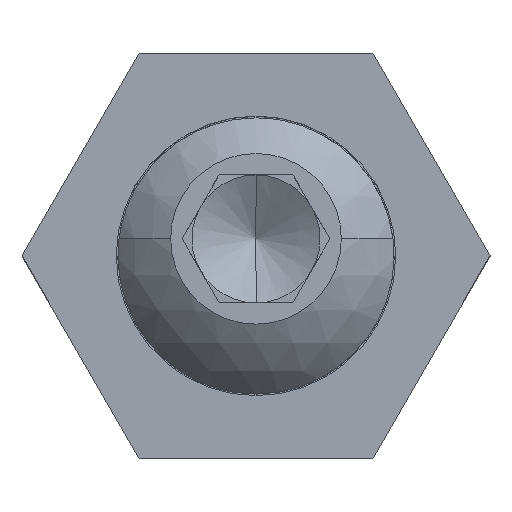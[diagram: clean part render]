
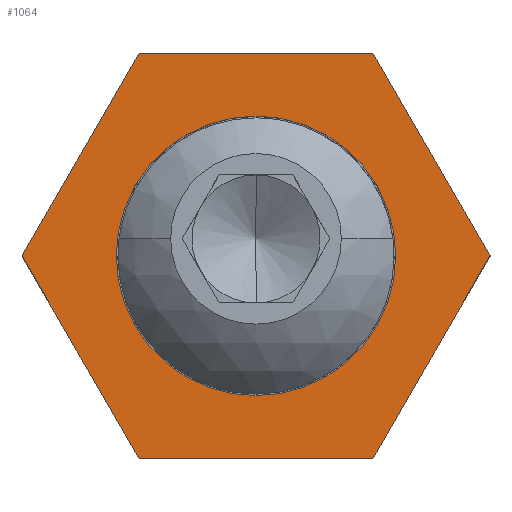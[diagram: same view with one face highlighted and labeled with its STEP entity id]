
A CAD part, top view. The second image highlights one B-rep face of the part: STEP entity #1064.
In plain terms, the highlighted planar face has unit normal (0, 0, 1).
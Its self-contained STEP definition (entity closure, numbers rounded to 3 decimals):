
#20 = DIRECTION ( 'NONE',  ( -1., 0., 0. ) ) ;
#24 = ORIENTED_EDGE ( 'NONE', *, *, #1065, .T. ) ;
#42 = PLANE ( 'NONE',  #515 ) ;
#45 = VERTEX_POINT ( 'NONE', #1220 ) ;
#55 = CARTESIAN_POINT ( 'NONE',  ( 8.707, 15.081, 12.7 ) ) ;
#65 = VERTEX_POINT ( 'NONE', #1215 ) ;
#118 = VERTEX_POINT ( 'NONE', #1097 ) ;
#146 = ORIENTED_EDGE ( 'NONE', *, *, #360, .T. ) ;
#194 = DIRECTION ( 'NONE',  ( -1., 0., 0. ) ) ;
#226 = ORIENTED_EDGE ( 'NONE', *, *, #1179, .T. ) ;
#233 = ORIENTED_EDGE ( 'NONE', *, *, #814, .F. ) ;
#252 = DIRECTION ( 'NONE',  ( 0., 0., -1. ) ) ;
#256 = CARTESIAN_POINT ( 'NONE',  ( 17.414, 0., 12.7 ) ) ;
#257 = EDGE_LOOP ( 'NONE', ( #226, #1244, #146, #24, #904, #1307 ) ) ;
#280 = DIRECTION ( 'NONE',  ( -1., 0., 0. ) ) ;
#330 = CARTESIAN_POINT ( 'NONE',  ( -10.401, 0., 12.7 ) ) ;
#335 = CIRCLE ( 'NONE', #438, 10.401 ) ;
#360 = EDGE_CURVE ( 'NONE', #391, #45, #1331, .T. ) ;
#379 = CARTESIAN_POINT ( 'NONE',  ( 8.707, -15.081, 12.7 ) ) ;
#388 = VERTEX_POINT ( 'NONE', #900 ) ;
#390 = VECTOR ( 'NONE', #510, 1000. ) ;
#391 = VERTEX_POINT ( 'NONE', #55 ) ;
#393 = VECTOR ( 'NONE', #194, 1000. ) ;
#403 = LINE ( 'NONE', #1076, #1172 ) ;
#414 = DIRECTION ( 'NONE',  ( 0., 0., 1. ) ) ;
#438 = AXIS2_PLACEMENT_3D ( 'NONE', #1319, #414, #957 ) ;
#461 = EDGE_CURVE ( 'NONE', #118, #562, #403, .T. ) ;
#499 = DIRECTION ( 'NONE',  ( 0., 0., 1. ) ) ;
#510 = DIRECTION ( 'NONE',  ( 0.5, -0.866, 0. ) ) ;
#515 = AXIS2_PLACEMENT_3D ( 'NONE', #582, #252, #20 ) ;
#520 = DIRECTION ( 'NONE',  ( 1., 0., 0. ) ) ;
#531 = LINE ( 'NONE', #878, #1361 ) ;
#562 = VERTEX_POINT ( 'NONE', #379 ) ;
#582 = CARTESIAN_POINT ( 'NONE',  ( 8.707, -15.081, 12.7 ) ) ;
#605 = VERTEX_POINT ( 'NONE', #330 ) ;
#626 = CIRCLE ( 'NONE', #758, 10.401 ) ;
#646 = EDGE_CURVE ( 'NONE', #605, #65, #335, .T. ) ;
#727 = CARTESIAN_POINT ( 'NONE',  ( 8.707, 15.081, 12.7 ) ) ;
#758 = AXIS2_PLACEMENT_3D ( 'NONE', #1400, #499, #280 ) ;
#766 = CARTESIAN_POINT ( 'NONE',  ( -17.414, 0., 12.7 ) ) ;
#792 = DIRECTION ( 'NONE',  ( -0.5, 0.866, 0. ) ) ;
#795 = LINE ( 'NONE', #766, #390 ) ;
#814 = EDGE_CURVE ( 'NONE', #65, #605, #626, .T. ) ;
#858 = ORIENTED_EDGE ( 'NONE', *, *, #646, .F. ) ;
#878 = CARTESIAN_POINT ( 'NONE',  ( -8.707, 15.081, 12.7 ) ) ;
#900 = CARTESIAN_POINT ( 'NONE',  ( 17.414, 0., 12.7 ) ) ;
#904 = ORIENTED_EDGE ( 'NONE', *, *, #1152, .T. ) ;
#957 = DIRECTION ( 'NONE',  ( -1., 0., 0. ) ) ;
#963 = EDGE_LOOP ( 'NONE', ( #858, #233 ) ) ;
#976 = VERTEX_POINT ( 'NONE', #1016 ) ;
#995 = FACE_OUTER_BOUND ( 'NONE', #257, .T. ) ;
#1016 = CARTESIAN_POINT ( 'NONE',  ( -17.414, 0., 12.7 ) ) ;
#1034 = DIRECTION ( 'NONE',  ( 0.5, 0.866, 0. ) ) ;
#1064 = ADVANCED_FACE ( 'NONE', ( #995, #1424 ), #42, .F. ) ;
#1065 = EDGE_CURVE ( 'NONE', #45, #976, #531, .T. ) ;
#1076 = CARTESIAN_POINT ( 'NONE',  ( -8.707, -15.081, 12.7 ) ) ;
#1097 = CARTESIAN_POINT ( 'NONE',  ( -8.707, -15.081, 12.7 ) ) ;
#1136 = LINE ( 'NONE', #1412, #1224 ) ;
#1152 = EDGE_CURVE ( 'NONE', #976, #118, #795, .T. ) ;
#1172 = VECTOR ( 'NONE', #520, 1000. ) ;
#1179 = EDGE_CURVE ( 'NONE', #562, #388, #1136, .T. ) ;
#1198 = EDGE_CURVE ( 'NONE', #388, #391, #1450, .T. ) ;
#1215 = CARTESIAN_POINT ( 'NONE',  ( 10.401, 0., 12.7 ) ) ;
#1220 = CARTESIAN_POINT ( 'NONE',  ( -8.707, 15.081, 12.7 ) ) ;
#1224 = VECTOR ( 'NONE', #1034, 1000. ) ;
#1244 = ORIENTED_EDGE ( 'NONE', *, *, #1198, .T. ) ;
#1307 = ORIENTED_EDGE ( 'NONE', *, *, #461, .T. ) ;
#1319 = CARTESIAN_POINT ( 'NONE',  ( 0., 0., 12.7 ) ) ;
#1331 = LINE ( 'NONE', #727, #393 ) ;
#1361 = VECTOR ( 'NONE', #1438, 1000. ) ;
#1400 = CARTESIAN_POINT ( 'NONE',  ( 0., 0., 12.7 ) ) ;
#1412 = CARTESIAN_POINT ( 'NONE',  ( 8.707, -15.081, 12.7 ) ) ;
#1419 = VECTOR ( 'NONE', #792, 1000. ) ;
#1424 = FACE_BOUND ( 'NONE', #963, .T. ) ;
#1438 = DIRECTION ( 'NONE',  ( -0.5, -0.866, 0. ) ) ;
#1450 = LINE ( 'NONE', #256, #1419 ) ;
